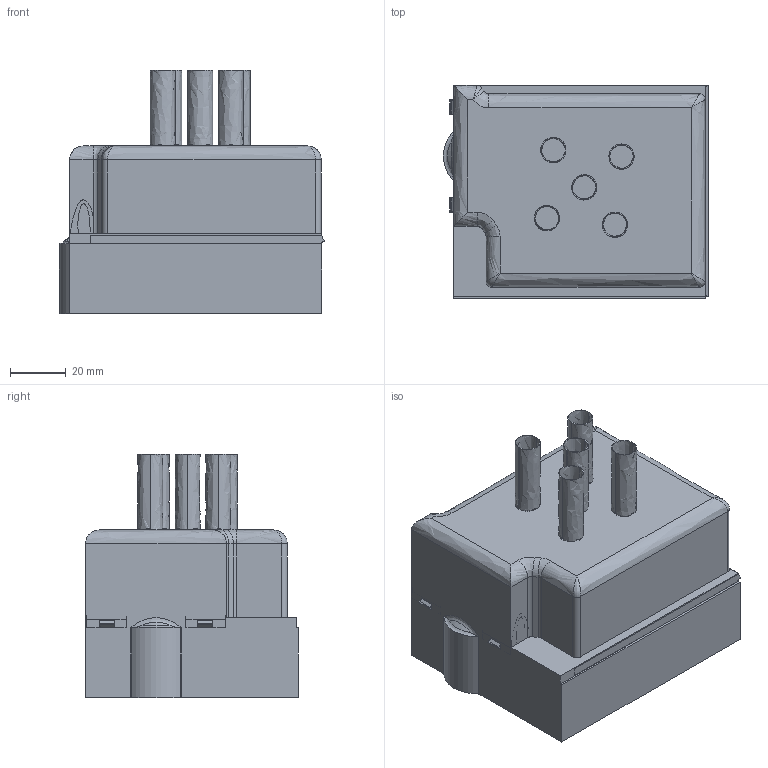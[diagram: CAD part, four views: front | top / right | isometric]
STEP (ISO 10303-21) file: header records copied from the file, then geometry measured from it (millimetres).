
FILE_DESCRIPTION(/* description */ ('STEP AP242 Edition 2','CAx-IF Rec.Pracs.---Representation and Presentation of Product Manufacturing Information (PMI)---4.0---2014-10-13','CAx-IF Rec.Pracs.---3D Tessellated Geometry---0.4---2014-09-14','2;1','CAx-IF Rec.Pracs.---User Defined Attributes---1.5---2016-08-15'),/* implementation_level */ '2;1');
FILE_NAME(/* name */ '692fc2863edf643ca592eb68',/* time_stamp */ '2025-12-03T04:54:31Z',/* author */ (''),/* organization */ (''),/* preprocessor_version */ 'ST-DEVELOPER v20',/* originating_system */ 'ONSHAPE BY PTC INC, 1.207',/* authorisation */ ' ');
FILE_SCHEMA (('AP242_MANAGED_MODEL_BASED_3D_ENGINEERING_MIM_LF { 1 0 10303 442 3 1 4 }'));
Length unit declared in the file: millimetre
Products named in the file (1): Control Panel Negative
Bounding box: 94.9 x 76.18 x 87 mm (x, y, z)
Volume: 364144.6 mm3; surface area: 56727.5 mm2
Topology: 1 solids, 2 shells, 199 faces, 620 edges, 404 vertices
Faces by surface type: bspline 199
Entity records: 8181 total; most frequent: CARTESIAN_POINT 3130, ORIENTED_EDGE 1232, DIRECTION 787, EDGE_CURVE 616, VERTEX_POINT 404, LINE 387, VECTOR 387, EDGE_LOOP 230
